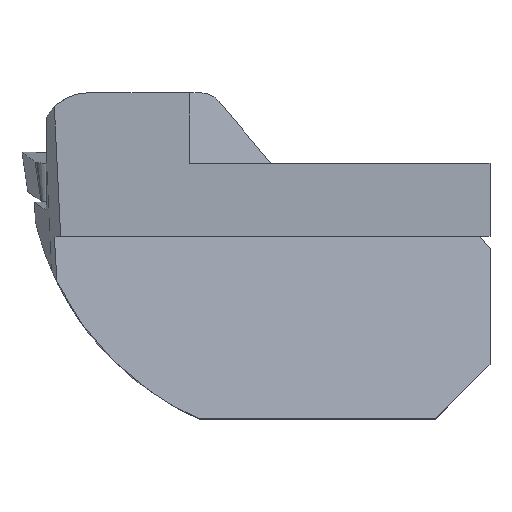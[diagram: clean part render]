
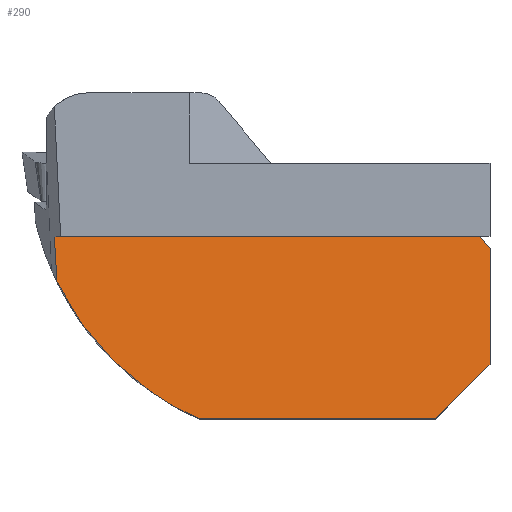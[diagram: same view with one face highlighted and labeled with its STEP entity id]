
A CAD part, top view. The second image highlights one B-rep face of the part: STEP entity #290.
In plain terms, the highlighted planar face has unit normal (0, 0.139, 0.99).
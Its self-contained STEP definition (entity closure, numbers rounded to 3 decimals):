
#235=B_SPLINE_CURVE_WITH_KNOTS('',3,(#2736,#2737,#2738,#2739),
 .UNSPECIFIED.,.F.,.F.,(4,4),(0.,1.),.UNSPECIFIED.);
#290=ADVANCED_FACE('',(#451),#382,.F.);
#382=PLANE('',#1977);
#451=FACE_OUTER_BOUND('',#521,.T.);
#521=EDGE_LOOP('',(#754,#755,#756,#757,#758,#759,#760));
#754=ORIENTED_EDGE('',*,*,#1404,.F.);
#755=ORIENTED_EDGE('',*,*,#1382,.T.);
#756=ORIENTED_EDGE('',*,*,#1392,.T.);
#757=ORIENTED_EDGE('',*,*,#1405,.F.);
#758=ORIENTED_EDGE('',*,*,#1406,.F.);
#759=ORIENTED_EDGE('',*,*,#1407,.T.);
#760=ORIENTED_EDGE('',*,*,#1408,.T.);
#1185=VERTEX_POINT('',#2735);
#1186=VERTEX_POINT('',#2740);
#1189=VERTEX_POINT('',#2760);
#1198=VERTEX_POINT('',#2808);
#1199=VERTEX_POINT('',#2810);
#1200=VERTEX_POINT('',#2812);
#1201=VERTEX_POINT('',#2814);
#1382=EDGE_CURVE('',#1186,#1185,#235,.T.);
#1392=EDGE_CURVE('',#1185,#1189,#1619,.T.);
#1404=EDGE_CURVE('',#1186,#1198,#1623,.T.);
#1405=EDGE_CURVE('',#1199,#1189,#1624,.T.);
#1406=EDGE_CURVE('',#1200,#1199,#1625,.T.);
#1407=EDGE_CURVE('',#1200,#1201,#1626,.T.);
#1408=EDGE_CURVE('',#1201,#1198,#1627,.T.);
#1619=LINE('',#2761,#1781);
#1623=LINE('',#2807,#1785);
#1624=LINE('',#2809,#1786);
#1625=LINE('',#2811,#1787);
#1626=LINE('',#2813,#1788);
#1627=LINE('',#2815,#1789);
#1781=VECTOR('',#2223,1.);
#1785=VECTOR('',#2231,1.);
#1786=VECTOR('',#2232,1.);
#1787=VECTOR('',#2233,1.);
#1788=VECTOR('',#2234,1.);
#1789=VECTOR('',#2235,1.);
#1977=AXIS2_PLACEMENT_3D('',#2816,#2236,#2237);
#2223=DIRECTION('',(1.,0.,0.));
#2231=DIRECTION('',(-0.057,0.989,-0.139));
#2232=DIRECTION('',(-0.704,-0.704,0.099));
#2233=DIRECTION('',(0.,-0.99,0.139));
#2234=DIRECTION('',(-0.639,0.762,-0.107));
#2235=DIRECTION('',(-1.,0.,0.));
#2236=DIRECTION('',(0.,-0.139,-0.99));
#2237=DIRECTION('',(0.,0.99,-0.139));
#2735=CARTESIAN_POINT('',(-12.914,-21.,2.108));
#2736=CARTESIAN_POINT('',(-24.603,-9.727,0.524));
#2737=CARTESIAN_POINT('',(-22.174,-14.735,1.228));
#2738=CARTESIAN_POINT('',(-18.042,-18.742,1.791));
#2739=CARTESIAN_POINT('',(-12.914,-21.,2.108));
#2740=CARTESIAN_POINT('',(-24.603,-9.727,0.524));
#2760=CARTESIAN_POINT('',(6.5,-21.,2.108));
#2761=CARTESIAN_POINT('',(-6.909,-21.,2.108));
#2807=CARTESIAN_POINT('',(-24.76,-7.01,0.142));
#2808=CARTESIAN_POINT('',(-24.818,-6.,0.));
#2809=CARTESIAN_POINT('',(7.434,-20.066,1.977));
#2810=CARTESIAN_POINT('',(11.,-16.5,1.476));
#2811=CARTESIAN_POINT('',(11.,-6.,0.));
#2812=CARTESIAN_POINT('',(11.,-7.,0.141));
#2813=CARTESIAN_POINT('',(3.189,2.309,-1.168));
#2814=CARTESIAN_POINT('',(10.161,-6.,0.));
#2815=CARTESIAN_POINT('',(-32.45,-6.,0.));
#2816=CARTESIAN_POINT('',(-6.909,-6.,0.));
